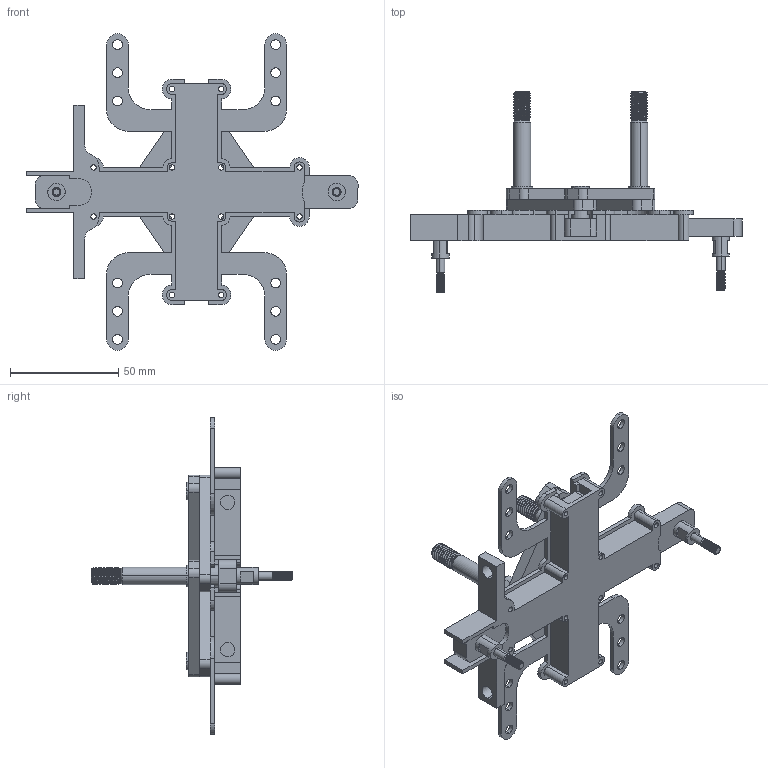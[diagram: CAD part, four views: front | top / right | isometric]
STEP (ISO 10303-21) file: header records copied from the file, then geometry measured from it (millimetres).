
FILE_DESCRIPTION (( 'STEP AP214' ), '1' );
FILE_NAME ('Système galet tendeur seul.STEP', '2023-06-28T07:52:01', ( '' ), ( '' ), 'SwSTEP 2.0', 'SolidWorks 2023', '' );
FILE_SCHEMA (( 'AUTOMOTIVE_DESIGN' ));
Length unit declared in the file: millimetre
Products named in the file (13): Système galet tendeur seul; Patin_servo_Patin_servo; bras_bras; assemblage_patin_servo_2_assemblage_patin_servo_2; axe_patin_axe_patin; axe_servo_1_axe_servo_1; assemblage_patin_guidage_assemblage_patin_guidage; Croix_support_inf_Croix_support_inf; assemblage_patin_servo_1_assemblage_patin_servo_1; Croix_support_sup_Croix_support_sup; axe_galet_axe_galet; axe_servo_2_axe_servo_2_; Patin_guidage_Patin_guidage
Assembly tree (18 placements, depth 3):
  Système galet tendeur seul
    Croix_support_inf_Croix_support_inf
    Croix_support_sup_Croix_support_sup
    assemblage_patin_servo_1_assemblage_patin_servo_1
      Patin_servo_Patin_servo
      axe_galet_axe_galet
      axe_servo_1_axe_servo_1
    assemblage_patin_servo_2_assemblage_patin_servo_2
      Patin_servo_Patin_servo
      axe_galet_axe_galet
      axe_servo_2_axe_servo_2_
    assemblage_patin_guidage_assemblage_patin_guidage  x2
      Patin_guidage_Patin_guidage
      axe_patin_axe_patin
    bras_bras  x4
Bounding box: 153.16 x 93.1 x 146 mm (x, y, z)
Volume: 71475.6 mm3; surface area: 59252.5 mm2
Topology: 16 solids, 16 shells, 894 faces, 2432 edges, 1588 vertices
Faces by surface type: cylinder 478, plane 234, cone 100, bspline 52, torus 30
Entity records: 46511 total; most frequent: CARTESIAN_POINT 30243, ORIENTED_EDGE 3566, DIRECTION 3091, EDGE_CURVE 1783, VERTEX_POINT 1163, AXIS2_PLACEMENT_3D 1131, VECTOR 829, LINE 829
